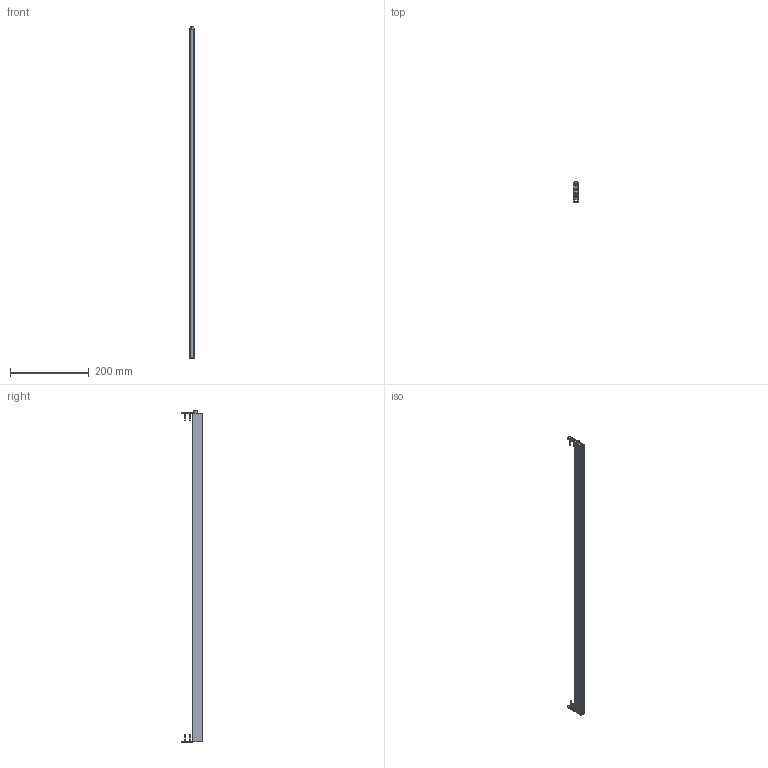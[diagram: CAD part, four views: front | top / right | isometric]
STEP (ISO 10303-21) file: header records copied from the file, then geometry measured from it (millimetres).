
FILE_DESCRIPTION (( 'STEP AP203' ), '1' );
FILE_NAME ('KT835.STEP', '2024-12-31T12:39:04', ( '' ), ( '' ), 'SwSTEP 2.0', 'SolidWorks 2023', '' );
FILE_SCHEMA (( 'CONFIG_CONTROL_DESIGN' ));
Length unit declared in the file: millimetre
Products named in the file (6): Innengeometrie_KT_835; Betätigungsteil_KT; Schraube d3x20_01; KT835; Aussengehäuse_KT_835; Haltewinkel_KT_01
Assembly tree (9 placements, depth 2):
  KT835
    Aussengehäuse_KT_835
    Innengeometrie_KT_835
    Betätigungsteil_KT
    Haltewinkel_KT_01  x2
    Schraube d3x20_01  x4
Bounding box: 13.2 x 53.04 x 842 mm (x, y, z)
Volume: 147813.3 mm3; surface area: 233098.2 mm2
Topology: 22 solids, 22 shells, 1107 faces, 3059 edges, 2024 vertices
Faces by surface type: plane 543, bspline 442, cylinder 96, cone 24, torus 2
Entity records: 42236 total; most frequent: CARTESIAN_POINT 22918, ORIENTED_EDGE 4492, DIRECTION 2614, EDGE_CURVE 2246, VERTEX_POINT 1493, LINE 1452, VECTOR 1452, EDGE_LOOP 909
